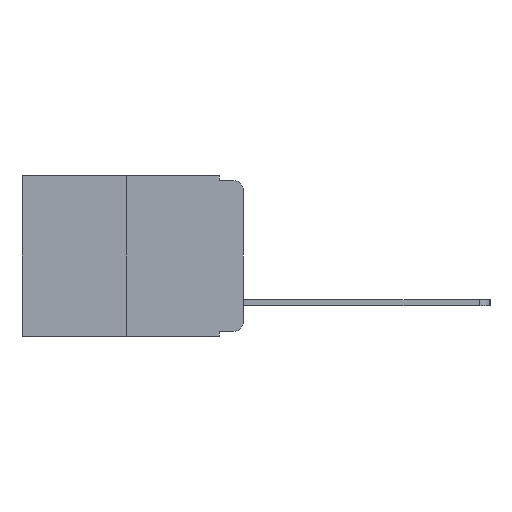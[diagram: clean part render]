
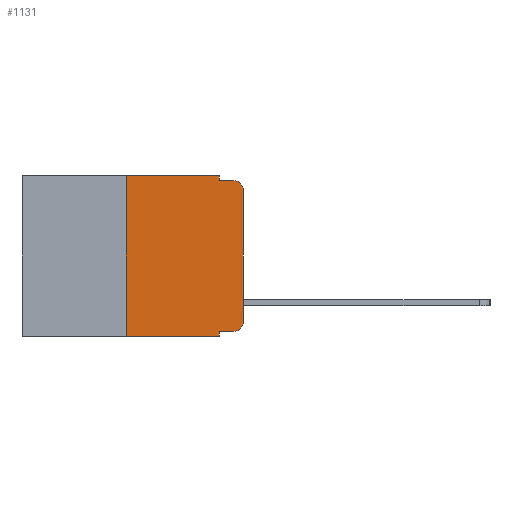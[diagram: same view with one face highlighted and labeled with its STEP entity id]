
A CAD part, left-side view. The second image highlights one B-rep face of the part: STEP entity #1131.
In plain terms, the highlighted planar face has unit normal (-1, 0, 0).
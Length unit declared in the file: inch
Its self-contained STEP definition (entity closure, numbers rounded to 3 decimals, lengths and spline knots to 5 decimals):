
#516 = CARTESIAN_POINT ( 'NONE',  ( 0., 0.051, -0.333 ) ) ;
#878 = CARTESIAN_POINT ( 'NONE',  ( 0., 0.051, 0. ) ) ;
#1116 = DIRECTION ( 'NONE',  ( 0., 0., -1. ) ) ;
#1131 = ADVANCED_FACE ( 'NONE', ( #8704 ), #4420, .F. ) ;
#1221 = DIRECTION ( 'NONE',  ( 0., -1., 0. ) ) ;
#1334 = VECTOR ( 'NONE', #14816, 39.37008 ) ;
#1682 = DIRECTION ( 'NONE',  ( 0., 0., 1. ) ) ;
#2028 = CIRCLE ( 'NONE', #15961, 0.02 ) ;
#2265 = EDGE_CURVE ( 'NONE', #5303, #9531, #2868, .T. ) ;
#2384 = VERTEX_POINT ( 'NONE', #516 ) ;
#2404 = VECTOR ( 'NONE', #17766, 39.37008 ) ;
#2647 = AXIS2_PLACEMENT_3D ( 'NONE', #10928, #6114, #6137 ) ;
#2698 = VERTEX_POINT ( 'NONE', #5283 ) ;
#2868 = CIRCLE ( 'NONE', #3730, 0.02 ) ;
#3365 = ORIENTED_EDGE ( 'NONE', *, *, #6274, .T. ) ;
#3661 = CARTESIAN_POINT ( 'NONE',  ( 0., 0.051, -0.01 ) ) ;
#3716 = ORIENTED_EDGE ( 'NONE', *, *, #7326, .F. ) ;
#3730 = AXIS2_PLACEMENT_3D ( 'NONE', #5848, #5622, #1116 ) ;
#3789 = LINE ( 'NONE', #6256, #10503 ) ;
#3930 = ORIENTED_EDGE ( 'NONE', *, *, #10586, .T. ) ;
#3969 = DIRECTION ( 'NONE',  ( -1., 0., 0. ) ) ;
#4084 = VECTOR ( 'NONE', #15227, 39.37008 ) ;
#4113 = DIRECTION ( 'NONE',  ( 0., 0., -1. ) ) ;
#4256 = ORIENTED_EDGE ( 'NONE', *, *, #8269, .F. ) ;
#4293 = LINE ( 'NONE', #3661, #17841 ) ;
#4420 = PLANE ( 'NONE',  #2647 ) ;
#4523 = LINE ( 'NONE', #13916, #4084 ) ;
#4590 = ORIENTED_EDGE ( 'NONE', *, *, #2265, .T. ) ;
#4978 = VERTEX_POINT ( 'NONE', #17757 ) ;
#5283 = CARTESIAN_POINT ( 'NONE',  ( 0., 0.051, -0.343 ) ) ;
#5303 = VERTEX_POINT ( 'NONE', #13221 ) ;
#5622 = DIRECTION ( 'NONE',  ( -1., 0., 0. ) ) ;
#5701 = VECTOR ( 'NONE', #1221, 39.37008 ) ;
#5848 = CARTESIAN_POINT ( 'NONE',  ( 0., 0.02, -0.313 ) ) ;
#5873 = LINE ( 'NONE', #10897, #1334 ) ;
#6114 = DIRECTION ( 'NONE',  ( 1., 0., 0. ) ) ;
#6137 = DIRECTION ( 'NONE',  ( 0., 0., -1. ) ) ;
#6215 = CARTESIAN_POINT ( 'NONE',  ( 0., 0.051, -0.333 ) ) ;
#6256 = CARTESIAN_POINT ( 'NONE',  ( 0., 0., 0. ) ) ;
#6274 = EDGE_CURVE ( 'NONE', #2384, #5303, #9831, .T. ) ;
#7326 = EDGE_CURVE ( 'NONE', #2384, #2698, #8488, .T. ) ;
#7780 = VERTEX_POINT ( 'NONE', #15753 ) ;
#8269 = EDGE_CURVE ( 'NONE', #12311, #7780, #9753, .T. ) ;
#8457 = CARTESIAN_POINT ( 'NONE',  ( 0., 0.02, -0.01 ) ) ;
#8488 = LINE ( 'NONE', #878, #14292 ) ;
#8704 = FACE_OUTER_BOUND ( 'NONE', #9623, .T. ) ;
#9399 = VECTOR ( 'NONE', #15690, 39.37008 ) ;
#9519 = CARTESIAN_POINT ( 'NONE',  ( 0., 0.051, -0.01 ) ) ;
#9531 = VERTEX_POINT ( 'NONE', #9786 ) ;
#9623 = EDGE_LOOP ( 'NONE', ( #10443, #10698, #13860, #10206, #13060, #4256, #3930, #3716, #3365, #4590 ) ) ;
#9753 = LINE ( 'NONE', #11316, #2404 ) ;
#9786 = CARTESIAN_POINT ( 'NONE',  ( 0., 0., -0.313 ) ) ;
#9831 = LINE ( 'NONE', #6215, #9399 ) ;
#10096 = CARTESIAN_POINT ( 'NONE',  ( 0., 0.473, -0.343 ) ) ;
#10206 = ORIENTED_EDGE ( 'NONE', *, *, #11892, .F. ) ;
#10443 = ORIENTED_EDGE ( 'NONE', *, *, #17092, .T. ) ;
#10503 = VECTOR ( 'NONE', #1682, 39.37008 ) ;
#10586 = EDGE_CURVE ( 'NONE', #12311, #2698, #13468, .T. ) ;
#10698 = ORIENTED_EDGE ( 'NONE', *, *, #13621, .T. ) ;
#10897 = CARTESIAN_POINT ( 'NONE',  ( 0., 0.051, 0. ) ) ;
#10928 = CARTESIAN_POINT ( 'NONE',  ( 0., 0.473, 0. ) ) ;
#11032 = CARTESIAN_POINT ( 'NONE',  ( 0., 0., -0.03 ) ) ;
#11163 = VERTEX_POINT ( 'NONE', #11032 ) ;
#11316 = CARTESIAN_POINT ( 'NONE',  ( 0., 0.25, 0. ) ) ;
#11805 = CARTESIAN_POINT ( 'NONE',  ( 0., 0.25, -0.343 ) ) ;
#11892 = EDGE_CURVE ( 'NONE', #4978, #12555, #5873, .T. ) ;
#12311 = VERTEX_POINT ( 'NONE', #11805 ) ;
#12368 = CARTESIAN_POINT ( 'NONE',  ( 0., 0.02, -0.03 ) ) ;
#12555 = VERTEX_POINT ( 'NONE', #9519 ) ;
#12737 = EDGE_CURVE ( 'NONE', #12555, #12965, #4293, .T. ) ;
#12965 = VERTEX_POINT ( 'NONE', #8457 ) ;
#13060 = ORIENTED_EDGE ( 'NONE', *, *, #15714, .F. ) ;
#13221 = CARTESIAN_POINT ( 'NONE',  ( 0., 0.02, -0.333 ) ) ;
#13468 = LINE ( 'NONE', #10096, #5701 ) ;
#13621 = EDGE_CURVE ( 'NONE', #11163, #12965, #2028, .T. ) ;
#13663 = DIRECTION ( 'NONE',  ( 0., 0., -1. ) ) ;
#13860 = ORIENTED_EDGE ( 'NONE', *, *, #12737, .F. ) ;
#13916 = CARTESIAN_POINT ( 'NONE',  ( 0., 0.473, 0. ) ) ;
#14292 = VECTOR ( 'NONE', #4113, 39.37008 ) ;
#14816 = DIRECTION ( 'NONE',  ( 0., 0., -1. ) ) ;
#15227 = DIRECTION ( 'NONE',  ( 0., -1., 0. ) ) ;
#15690 = DIRECTION ( 'NONE',  ( 0., -1., 0. ) ) ;
#15714 = EDGE_CURVE ( 'NONE', #7780, #4978, #4523, .T. ) ;
#15753 = CARTESIAN_POINT ( 'NONE',  ( 0., 0.25, 0. ) ) ;
#15961 = AXIS2_PLACEMENT_3D ( 'NONE', #12368, #3969, #13663 ) ;
#16006 = DIRECTION ( 'NONE',  ( 0., -1., 0. ) ) ;
#17092 = EDGE_CURVE ( 'NONE', #9531, #11163, #3789, .T. ) ;
#17757 = CARTESIAN_POINT ( 'NONE',  ( 0., 0.051, 0. ) ) ;
#17766 = DIRECTION ( 'NONE',  ( 0., 0., 1. ) ) ;
#17841 = VECTOR ( 'NONE', #16006, 39.37008 ) ;
